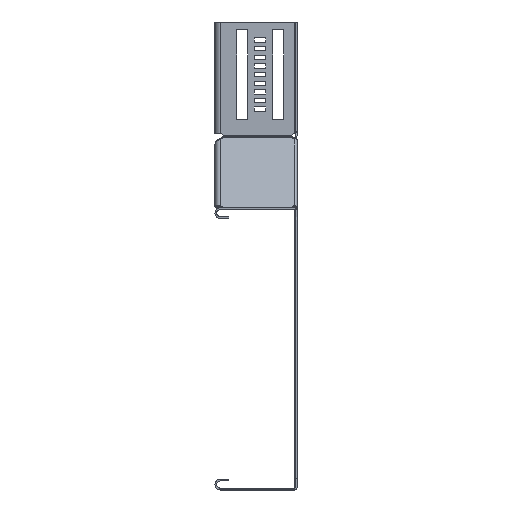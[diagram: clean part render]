
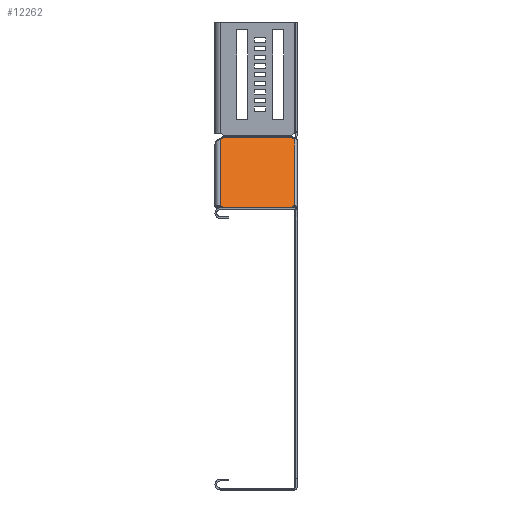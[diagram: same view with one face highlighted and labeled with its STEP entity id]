
A CAD part, left-side view. The second image highlights one B-rep face of the part: STEP entity #12262.
In plain terms, the highlighted face is planar.
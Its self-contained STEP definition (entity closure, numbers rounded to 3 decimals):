
#149 = DIRECTION ( 'NONE',  ( 0., 1., 0. ) ) ;
#513 = CARTESIAN_POINT ( 'NONE',  ( -15., 53.25, -81.659 ) ) ;
#536 = LINE ( 'NONE', #6713, #7750 ) ;
#1022 = VERTEX_POINT ( 'NONE', #13459 ) ;
#1142 = VERTEX_POINT ( 'NONE', #1487 ) ;
#1311 = DIRECTION ( 'NONE',  ( 1., 0., 0. ) ) ;
#1467 = EDGE_CURVE ( 'NONE', #19863, #1757, #6024, .T. ) ;
#1487 = CARTESIAN_POINT ( 'NONE',  ( -15., 53.25, -147.791 ) ) ;
#1669 = ORIENTED_EDGE ( 'NONE', *, *, #18525, .F. ) ;
#1688 = CIRCLE ( 'NONE', #11726, 2. ) ;
#1757 = VERTEX_POINT ( 'NONE', #4057 ) ;
#2149 = CARTESIAN_POINT ( 'NONE',  ( -15., 53.25, -114.725 ) ) ;
#2359 = VECTOR ( 'NONE', #13148, 1000. ) ;
#2383 = CARTESIAN_POINT ( 'NONE',  ( -15., 0., -114.725 ) ) ;
#2477 = CARTESIAN_POINT ( 'NONE',  ( -15., 52.25, -81.082 ) ) ;
#3300 = VERTEX_POINT ( 'NONE', #9137 ) ;
#3790 = DIRECTION ( 'NONE',  ( 1., 0., 0. ) ) ;
#3939 = ORIENTED_EDGE ( 'NONE', *, *, #6419, .F. ) ;
#3969 = DIRECTION ( 'NONE',  ( 0., 0., 1. ) ) ;
#4057 = CARTESIAN_POINT ( 'NONE',  ( -15., 51.284, -79.72 ) ) ;
#4330 = VECTOR ( 'NONE', #11789, 1000. ) ;
#4594 = CIRCLE ( 'NONE', #13346, 2. ) ;
#4631 = DIRECTION ( 'NONE',  ( 0., -1., 0. ) ) ;
#4723 = DIRECTION ( 'NONE',  ( 0., 1., 0. ) ) ;
#5099 = VERTEX_POINT ( 'NONE', #18307 ) ;
#5181 = CARTESIAN_POINT ( 'NONE',  ( -15., 52.25, -148.368 ) ) ;
#5242 = FACE_OUTER_BOUND ( 'NONE', #8364, .T. ) ;
#5243 = EDGE_CURVE ( 'NONE', #1142, #18873, #19213, .T. ) ;
#5571 = EDGE_CURVE ( 'NONE', #5099, #8419, #1688, .T. ) ;
#5667 = EDGE_CURVE ( 'NONE', #3300, #19863, #4594, .T. ) ;
#6024 = LINE ( 'NONE', #17188, #7381 ) ;
#6090 = EDGE_CURVE ( 'NONE', #7961, #1142, #536, .T. ) ;
#6419 = EDGE_CURVE ( 'NONE', #1022, #7961, #10681, .T. ) ;
#6713 = CARTESIAN_POINT ( 'NONE',  ( -15., 52.25, -148.368 ) ) ;
#6983 = ORIENTED_EDGE ( 'NONE', *, *, #5571, .F. ) ;
#7025 = ORIENTED_EDGE ( 'NONE', *, *, #5667, .T. ) ;
#7373 = DIRECTION ( 'NONE',  ( 0., -1., 0. ) ) ;
#7381 = VECTOR ( 'NONE', #149, 1000. ) ;
#7460 = EDGE_CURVE ( 'NONE', #1757, #10003, #12991, .T. ) ;
#7750 = VECTOR ( 'NONE', #12924, 1000. ) ;
#7961 = VERTEX_POINT ( 'NONE', #5181 ) ;
#8045 = CARTESIAN_POINT ( 'NONE',  ( -15., 53.25, -150.101 ) ) ;
#8225 = ORIENTED_EDGE ( 'NONE', *, *, #1467, .T. ) ;
#8337 = ORIENTED_EDGE ( 'NONE', *, *, #13181, .T. ) ;
#8364 = EDGE_LOOP ( 'NONE', ( #1669, #6983, #8337, #7025, #8225, #8532, #12380, #11351, #16884, #3939 ) ) ;
#8419 = VERTEX_POINT ( 'NONE', #9391 ) ;
#8457 = LINE ( 'NONE', #10265, #9371 ) ;
#8532 = ORIENTED_EDGE ( 'NONE', *, *, #7460, .T. ) ;
#8697 = DIRECTION ( 'NONE',  ( -1., 0., 0. ) ) ;
#9137 = CARTESIAN_POINT ( 'NONE',  ( -15., 1.75, -81.35 ) ) ;
#9284 = CARTESIAN_POINT ( 'NONE',  ( -15., 3.716, -79.72 ) ) ;
#9371 = VECTOR ( 'NONE', #11805, 1000. ) ;
#9391 = CARTESIAN_POINT ( 'NONE',  ( -15., 3.716, -149.731 ) ) ;
#9397 = AXIS2_PLACEMENT_3D ( 'NONE', #8045, #12812, #17273 ) ;
#9994 = DIRECTION ( 'NONE',  ( 0., 1., 0. ) ) ;
#10003 = VERTEX_POINT ( 'NONE', #17886 ) ;
#10195 = LINE ( 'NONE', #2477, #2359 ) ;
#10265 = CARTESIAN_POINT ( 'NONE',  ( -15., 0., -149.731 ) ) ;
#10455 = AXIS2_PLACEMENT_3D ( 'NONE', #2383, #3790, #9994 ) ;
#10681 = CIRCLE ( 'NONE', #9397, 2. ) ;
#10740 = VECTOR ( 'NONE', #3969, 1000. ) ;
#11351 = ORIENTED_EDGE ( 'NONE', *, *, #5243, .F. ) ;
#11726 = AXIS2_PLACEMENT_3D ( 'NONE', #15110, #8697, #7373 ) ;
#11789 = DIRECTION ( 'NONE',  ( 0., 0., 1. ) ) ;
#11805 = DIRECTION ( 'NONE',  ( 0., 1., 0. ) ) ;
#12164 = CARTESIAN_POINT ( 'NONE',  ( -15., 1.75, -79.35 ) ) ;
#12262 = ADVANCED_FACE ( 'NONE', ( #5242 ), #13052, .F. ) ;
#12324 = EDGE_CURVE ( 'NONE', #10003, #18873, #10195, .T. ) ;
#12380 = ORIENTED_EDGE ( 'NONE', *, *, #12324, .T. ) ;
#12458 = CARTESIAN_POINT ( 'NONE',  ( -15., 53.25, -79.35 ) ) ;
#12812 = DIRECTION ( 'NONE',  ( -1., 0., 0. ) ) ;
#12924 = DIRECTION ( 'NONE',  ( 0., 0.866, 0.5 ) ) ;
#12991 = CIRCLE ( 'NONE', #18174, 2. ) ;
#13052 = PLANE ( 'NONE',  #10455 ) ;
#13148 = DIRECTION ( 'NONE',  ( 0., 0.866, -0.5 ) ) ;
#13181 = EDGE_CURVE ( 'NONE', #5099, #3300, #16343, .T. ) ;
#13346 = AXIS2_PLACEMENT_3D ( 'NONE', #12164, #1311, #4631 ) ;
#13459 = CARTESIAN_POINT ( 'NONE',  ( -15., 51.284, -149.731 ) ) ;
#15110 = CARTESIAN_POINT ( 'NONE',  ( -15., 1.75, -150.101 ) ) ;
#16343 = LINE ( 'NONE', #19497, #4330 ) ;
#16884 = ORIENTED_EDGE ( 'NONE', *, *, #6090, .F. ) ;
#17188 = CARTESIAN_POINT ( 'NONE',  ( -15., 0., -79.72 ) ) ;
#17273 = DIRECTION ( 'NONE',  ( 0., 1., 0. ) ) ;
#17886 = CARTESIAN_POINT ( 'NONE',  ( -15., 52.25, -81.082 ) ) ;
#18174 = AXIS2_PLACEMENT_3D ( 'NONE', #12458, #18628, #4723 ) ;
#18307 = CARTESIAN_POINT ( 'NONE',  ( -15., 1.75, -148.101 ) ) ;
#18525 = EDGE_CURVE ( 'NONE', #8419, #1022, #8457, .T. ) ;
#18628 = DIRECTION ( 'NONE',  ( 1., 0., 0. ) ) ;
#18873 = VERTEX_POINT ( 'NONE', #513 ) ;
#19213 = LINE ( 'NONE', #2149, #10740 ) ;
#19497 = CARTESIAN_POINT ( 'NONE',  ( -15., 1.75, -114.725 ) ) ;
#19863 = VERTEX_POINT ( 'NONE', #9284 ) ;
